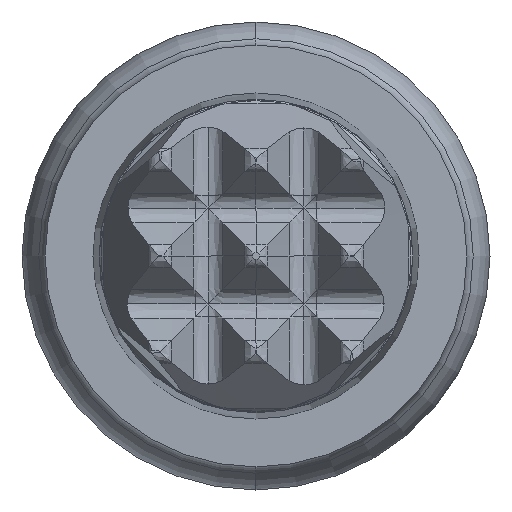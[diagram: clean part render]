
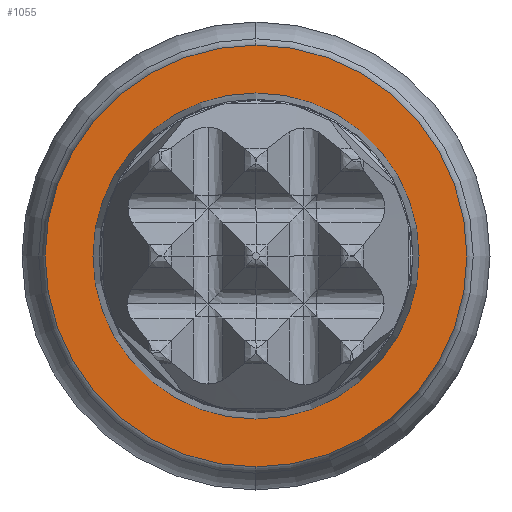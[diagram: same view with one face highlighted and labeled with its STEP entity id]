
A CAD part, left-side view. The second image highlights one B-rep face of the part: STEP entity #1055.
In plain terms, the highlighted planar face has unit normal (-1, 0, 0).
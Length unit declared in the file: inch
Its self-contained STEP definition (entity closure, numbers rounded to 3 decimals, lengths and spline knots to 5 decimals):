
#505 = DIRECTION ( 'NONE',  ( 0., 0., -1. ) ) ;
#526 = VERTEX_POINT ( 'NONE', #9674 ) ;
#794 = CIRCLE ( 'NONE', #6729, 0.01874 ) ;
#1055 = ADVANCED_FACE ( 'NONE', ( #8417, #1930 ), #7411, .F. ) ;
#1304 = ORIENTED_EDGE ( 'NONE', *, *, #3916, .F. ) ;
#1355 = DIRECTION ( 'NONE',  ( 1., 0., 0. ) ) ;
#1930 = FACE_OUTER_BOUND ( 'NONE', #3187, .T. ) ;
#2051 = DIRECTION ( 'NONE',  ( 1., 0., 0. ) ) ;
#2181 = VERTEX_POINT ( 'NONE', #9600 ) ;
#2409 = CARTESIAN_POINT ( 'NONE',  ( 0., 0.02725, 0. ) ) ;
#2421 = EDGE_CURVE ( 'NONE', #5867, #2181, #9388, .T. ) ;
#2761 = AXIS2_PLACEMENT_3D ( 'NONE', #6919, #2051, #7729 ) ;
#3187 = EDGE_LOOP ( 'NONE', ( #1304, #4125 ) ) ;
#3365 = ORIENTED_EDGE ( 'NONE', *, *, #4208, .T. ) ;
#3856 = EDGE_CURVE ( 'NONE', #10079, #526, #6934, .T. ) ;
#3916 = EDGE_CURVE ( 'NONE', #526, #10079, #4007, .T. ) ;
#4007 = CIRCLE ( 'NONE', #7678, 0.02425 ) ;
#4125 = ORIENTED_EDGE ( 'NONE', *, *, #3856, .F. ) ;
#4208 = EDGE_CURVE ( 'NONE', #2181, #5867, #794, .T. ) ;
#4417 = DIRECTION ( 'NONE',  ( 0., 0., -1. ) ) ;
#4697 = CARTESIAN_POINT ( 'NONE',  ( 0., 0., 0. ) ) ;
#5403 = DIRECTION ( 'NONE',  ( 1., 0., 0. ) ) ;
#5494 = DIRECTION ( 'NONE',  ( 0., 0., -1. ) ) ;
#5720 = ORIENTED_EDGE ( 'NONE', *, *, #2421, .T. ) ;
#5867 = VERTEX_POINT ( 'NONE', #9311 ) ;
#6232 = CARTESIAN_POINT ( 'NONE',  ( 0., 0., 0. ) ) ;
#6290 = EDGE_LOOP ( 'NONE', ( #3365, #5720 ) ) ;
#6729 = AXIS2_PLACEMENT_3D ( 'NONE', #6232, #1355, #7059 ) ;
#6919 = CARTESIAN_POINT ( 'NONE',  ( 0., 0., 0. ) ) ;
#6934 = CIRCLE ( 'NONE', #2761, 0.02425 ) ;
#7059 = DIRECTION ( 'NONE',  ( 0., 0., -1. ) ) ;
#7288 = AXIS2_PLACEMENT_3D ( 'NONE', #2409, #9267, #4417 ) ;
#7411 = PLANE ( 'NONE',  #7288 ) ;
#7678 = AXIS2_PLACEMENT_3D ( 'NONE', #4697, #10352, #5494 ) ;
#7729 = DIRECTION ( 'NONE',  ( 0., 0., -1. ) ) ;
#8417 = FACE_BOUND ( 'NONE', #6290, .T. ) ;
#8687 = CARTESIAN_POINT ( 'NONE',  ( 0., 0., 0.02425 ) ) ;
#9267 = DIRECTION ( 'NONE',  ( 1., 0., 0. ) ) ;
#9311 = CARTESIAN_POINT ( 'NONE',  ( 0., 0., 0.01874 ) ) ;
#9388 = CIRCLE ( 'NONE', #10024, 0.01874 ) ;
#9600 = CARTESIAN_POINT ( 'NONE',  ( 0., 0., -0.01874 ) ) ;
#9674 = CARTESIAN_POINT ( 'NONE',  ( 0., 0., -0.02425 ) ) ;
#10024 = AXIS2_PLACEMENT_3D ( 'NONE', #10254, #5403, #505 ) ;
#10079 = VERTEX_POINT ( 'NONE', #8687 ) ;
#10254 = CARTESIAN_POINT ( 'NONE',  ( 0., 0., 0. ) ) ;
#10352 = DIRECTION ( 'NONE',  ( 1., 0., 0. ) ) ;
